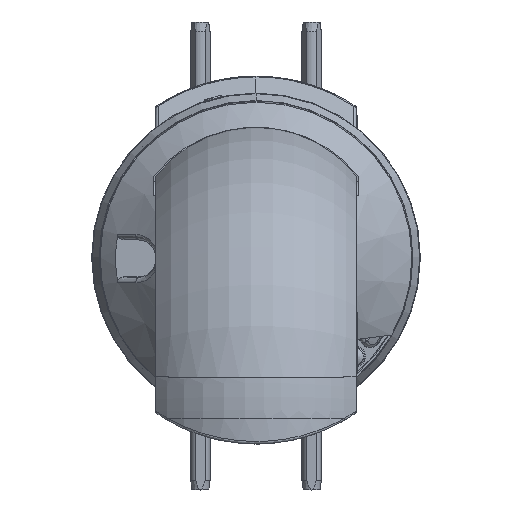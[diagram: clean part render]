
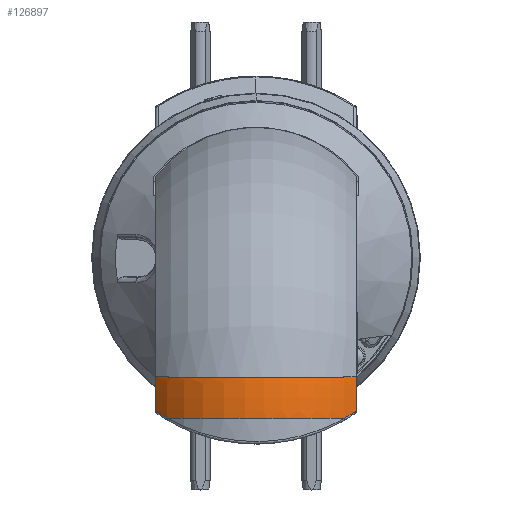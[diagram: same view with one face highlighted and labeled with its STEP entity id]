
A CAD part, front view. The second image highlights one B-rep face of the part: STEP entity #126897.
In plain terms, the highlighted toroidal (fillet/blend) face has major radius 67 mm and minor radius 53 mm.
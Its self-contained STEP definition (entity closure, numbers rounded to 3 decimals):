
#2181 = EDGE_CURVE ( 'NONE', #62019, #29171, #110884, .T. ) ;
#5170 = CARTESIAN_POINT ( 'NONE',  ( -18.536, 115.418, 0. ) ) ;
#5639 = CARTESIAN_POINT ( 'NONE',  ( 12.804, 117.213, 0. ) ) ;
#5814 = CARTESIAN_POINT ( 'NONE',  ( -36.727, 105.212, 17. ) ) ;
#6120 = CARTESIAN_POINT ( 'NONE',  ( 36.184, 104.402, 0. ) ) ;
#7330 = CIRCLE ( 'NONE', #114221, 99.966 ) ;
#7469 = DIRECTION ( 'NONE',  ( 1., 0., 0. ) ) ;
#8508 = CARTESIAN_POINT ( 'NONE',  ( 38.445, 103.56, 16.049 ) ) ;
#12604 = VERTEX_POINT ( 'NONE', #30370 ) ;
#14434 = ORIENTED_EDGE ( 'NONE', *, *, #2181, .F. ) ;
#14439 = DIRECTION ( 'NONE',  ( 1., 0., 0. ) ) ;
#15774 = CARTESIAN_POINT ( 'NONE',  ( -36.883, 103.689, 0. ) ) ;
#15806 = EDGE_CURVE ( 'NONE', #115089, #42979, #110716, .T. ) ;
#16245 = CARTESIAN_POINT ( 'NONE',  ( -13.782, 116.987, 0. ) ) ;
#16589 = DIRECTION ( 'NONE',  ( 1., 0., 0. ) ) ;
#16731 = CARTESIAN_POINT ( 'NONE',  ( 15.688, 116.4, 0. ) ) ;
#17208 = CARTESIAN_POINT ( 'NONE',  ( 40.274, 100.077, 0. ) ) ;
#26802 = CARTESIAN_POINT ( 'NONE',  ( 36.727, 105.212, 17. ) ) ;
#26815 = CARTESIAN_POINT ( 'NONE',  ( -34.689, 105.725, 0. ) ) ;
#27284 = CARTESIAN_POINT ( 'NONE',  ( -7.959, 118.221, 0. ) ) ;
#27755 = CARTESIAN_POINT ( 'NONE',  ( 19.482, 115.081, 0. ) ) ;
#29171 = VERTEX_POINT ( 'NONE', #61022 ) ;
#30370 = CARTESIAN_POINT ( 'NONE',  ( 41.5, 99.925, 14.124 ) ) ;
#33086 = CARTESIAN_POINT ( 'NONE',  ( -41.5, 99.925, 14.124 ) ) ;
#37864 = CARTESIAN_POINT ( 'NONE',  ( -31.587, 108.279, 0. ) ) ;
#38330 = CARTESIAN_POINT ( 'NONE',  ( -4.005, 118.646, 0. ) ) ;
#38795 = CARTESIAN_POINT ( 'NONE',  ( 24.884, 112.56, 0. ) ) ;
#40622 = CARTESIAN_POINT ( 'NONE',  ( 0., 0., 17. ) ) ;
#41645 = CARTESIAN_POINT ( 'NONE',  ( 41.5, 99.925, 14.124 ) ) ;
#42979 = VERTEX_POINT ( 'NONE', #26802 ) ;
#43419 = ORIENTED_EDGE ( 'NONE', *, *, #139049, .T. ) ;
#43596 = AXIS2_PLACEMENT_3D ( 'NONE', #40622, #7469, #128566 ) ;
#48397 = VERTEX_POINT ( 'NONE', #33086 ) ;
#48910 = CARTESIAN_POINT ( 'NONE',  ( -26.624, 111.583, 0. ) ) ;
#49390 = CARTESIAN_POINT ( 'NONE',  ( -1.004, 118.79, 0. ) ) ;
#49703 = CIRCLE ( 'NONE', #53950, 99.966 ) ;
#49869 = CARTESIAN_POINT ( 'NONE',  ( 29.129, 109.983, 0. ) ) ;
#50119 = CARTESIAN_POINT ( 'NONE',  ( -36.727, 105.212, 17. ) ) ;
#51228 = CARTESIAN_POINT ( 'NONE',  ( -41.5, 98.51, 0. ) ) ;
#51656 = ORIENTED_EDGE ( 'NONE', *, *, #54033, .T. ) ;
#53505 = B_SPLINE_CURVE_WITH_KNOTS ( 'NONE', 3,
 ( #126461, #136566, #71655, #5814 ),
 .UNSPECIFIED., .F., .F.,
 ( 4, 4 ),
 ( 0., 0.008 ),
 .UNSPECIFIED. ) ;
#53950 = AXIS2_PLACEMENT_3D ( 'NONE', #82381, #16589, #93479 ) ;
#54033 = EDGE_CURVE ( 'NONE', #62019, #48397, #7330, .T. ) ;
#57515 = DIRECTION ( 'NONE',  ( 0., 0., -1. ) ) ;
#59990 = CARTESIAN_POINT ( 'NONE',  ( -22.219, 113.866, 0. ) ) ;
#60463 = CARTESIAN_POINT ( 'NONE',  ( 3.999, 118.675, 0. ) ) ;
#60931 = CARTESIAN_POINT ( 'NONE',  ( 31.576, 108.252, 0. ) ) ;
#61022 = CARTESIAN_POINT ( 'NONE',  ( 41.5, 98.51, 0. ) ) ;
#62019 = VERTEX_POINT ( 'NONE', #51228 ) ;
#71015 = CARTESIAN_POINT ( 'NONE',  ( -19.472, 115.054, 0. ) ) ;
#71492 = CARTESIAN_POINT ( 'NONE',  ( 9.899, 117.886, 0. ) ) ;
#71655 = CARTESIAN_POINT ( 'NONE',  ( -38.445, 103.56, 16.049 ) ) ;
#71964 = CARTESIAN_POINT ( 'NONE',  ( 34.712, 105.743, 0. ) ) ;
#75520 = TOROIDAL_SURFACE ( 'NONE', #43596, 67., 53. ) ;
#77146 = AXIS2_PLACEMENT_3D ( 'NONE', #123301, #57515, #134359 ) ;
#80267 = CARTESIAN_POINT ( 'NONE',  ( -41.5, 0., 17. ) ) ;
#81569 = CARTESIAN_POINT ( 'NONE',  ( -41.5, 98.51, 0. ) ) ;
#82053 = CARTESIAN_POINT ( 'NONE',  ( -15.696, 116.428, 0. ) ) ;
#82381 = CARTESIAN_POINT ( 'NONE',  ( 41.5, 0., 17. ) ) ;
#82536 = CARTESIAN_POINT ( 'NONE',  ( 13.769, 116.961, 0. ) ) ;
#83019 = CARTESIAN_POINT ( 'NONE',  ( 38.965, 101.568, 0. ) ) ;
#85380 = CARTESIAN_POINT ( 'NONE',  ( 36.727, 105.212, 17. ) ) ;
#91353 = DIRECTION ( 'NONE',  ( 0., 0., -1. ) ) ;
#92679 = CARTESIAN_POINT ( 'NONE',  ( -36.166, 104.38, 0. ) ) ;
#93156 = CARTESIAN_POINT ( 'NONE',  ( -9.913, 117.883, 0. ) ) ;
#93479 = DIRECTION ( 'NONE',  ( 0., 0., -1. ) ) ;
#93622 = CARTESIAN_POINT ( 'NONE',  ( 16.646, 116.09, 0. ) ) ;
#94103 = CARTESIAN_POINT ( 'NONE',  ( 41.5, 98.51, 0. ) ) ;
#103224 = CARTESIAN_POINT ( 'NONE',  ( -40.277, 100.072, 0. ) ) ;
#103681 = CARTESIAN_POINT ( 'NONE',  ( -33.927, 106.381, 0. ) ) ;
#104148 = CARTESIAN_POINT ( 'NONE',  ( -4.997, 118.561, 0. ) ) ;
#104628 = CARTESIAN_POINT ( 'NONE',  ( 21.318, 114.307, 0. ) ) ;
#104737 = FACE_OUTER_BOUND ( 'NONE', #132348, .T. ) ;
#107458 = CARTESIAN_POINT ( 'NONE',  ( 40.033, 101.799, 15.083 ) ) ;
#107946 = ORIENTED_EDGE ( 'NONE', *, *, #15806, .T. ) ;
#109268 = ORIENTED_EDGE ( 'NONE', *, *, #110365, .T. ) ;
#110365 = EDGE_CURVE ( 'NONE', #42979, #12604, #112436, .T. ) ;
#110716 = CIRCLE ( 'NONE', #77146, 53. ) ;
#110884 = B_SPLINE_CURVE_WITH_KNOTS ( 'NONE', 3,
 ( #81569, #103224, #135933, #15774, #92679, #26815, #103681, #37864, #114762, #48910, #125821, #59990, #136858, #71015, #5170, #82053, #16245, #93156, #27284, #104148, #38330, #115230, #49390, #126278, #60463, #137346, #71492, #5639, #82536, #16731, #93622, #27755, #104628, #38795, #115703, #49869, #126750, #60931, #137819, #71964, #6120, #83019, #17208, #94103 ),
 .UNSPECIFIED., .F., .F.,
 ( 4, 2, 2, 2, 2, 2, 2, 2, 2, 2, 2, 2, 2, 2, 2, 2, 2, 2, 2, 2, 2, 4 ),
 ( 0.431, 0.437, 0.44, 0.443, 0.449, 0.455, 0.457, 0.46, 0.466, 0.472, 0.475, 0.478, 0.484, 0.49, 0.493, 0.496, 0.502, 0.507, 0.51, 0.513, 0.519, 0.525 ),
 .UNSPECIFIED. ) ;
#111616 = EDGE_CURVE ( 'NONE', #29171, #12604, #49703, .T. ) ;
#112436 = B_SPLINE_CURVE_WITH_KNOTS ( 'NONE', 3,
 ( #85380, #8508, #107458, #41645 ),
 .UNSPECIFIED., .F., .F.,
 ( 4, 4 ),
 ( 0., 0.008 ),
 .UNSPECIFIED. ) ;
#114221 = AXIS2_PLACEMENT_3D ( 'NONE', #80267, #14439, #91353 ) ;
#114762 = CARTESIAN_POINT ( 'NONE',  ( -29.97, 109.445, 0. ) ) ;
#115089 = VERTEX_POINT ( 'NONE', #50119 ) ;
#115230 = CARTESIAN_POINT ( 'NONE',  ( -2.009, 118.761, 0. ) ) ;
#115703 = CARTESIAN_POINT ( 'NONE',  ( 26.614, 111.589, 0. ) ) ;
#123301 = CARTESIAN_POINT ( 'NONE',  ( 0., 67., 17. ) ) ;
#125821 = CARTESIAN_POINT ( 'NONE',  ( -24.896, 112.554, 0. ) ) ;
#126278 = CARTESIAN_POINT ( 'NONE',  ( 2.009, 118.79, 0. ) ) ;
#126461 = CARTESIAN_POINT ( 'NONE',  ( -41.5, 99.925, 14.124 ) ) ;
#126750 = CARTESIAN_POINT ( 'NONE',  ( 29.953, 109.423, 0. ) ) ;
#126897 = ADVANCED_FACE ( 'NONE', ( #104737 ), #75520, .T. ) ;
#128566 = DIRECTION ( 'NONE',  ( 0., 0., -1. ) ) ;
#132348 = EDGE_LOOP ( 'NONE', ( #51656, #43419, #107946, #109268, #139107, #14434 ) ) ;
#134359 = DIRECTION ( 'NONE',  ( -1., 0., 0. ) ) ;
#135933 = CARTESIAN_POINT ( 'NONE',  ( -38.97, 101.562, 0. ) ) ;
#136566 = CARTESIAN_POINT ( 'NONE',  ( -40.033, 101.799, 15.083 ) ) ;
#136858 = CARTESIAN_POINT ( 'NONE',  ( -21.313, 114.278, 0. ) ) ;
#137346 = CARTESIAN_POINT ( 'NONE',  ( 7.944, 118.223, 0. ) ) ;
#137819 = CARTESIAN_POINT ( 'NONE',  ( 32.376, 107.64, 0. ) ) ;
#139049 = EDGE_CURVE ( 'NONE', #48397, #115089, #53505, .T. ) ;
#139107 = ORIENTED_EDGE ( 'NONE', *, *, #111616, .F. ) ;
